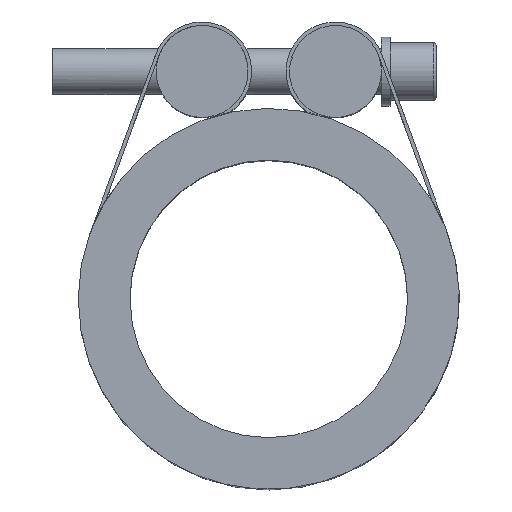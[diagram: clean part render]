
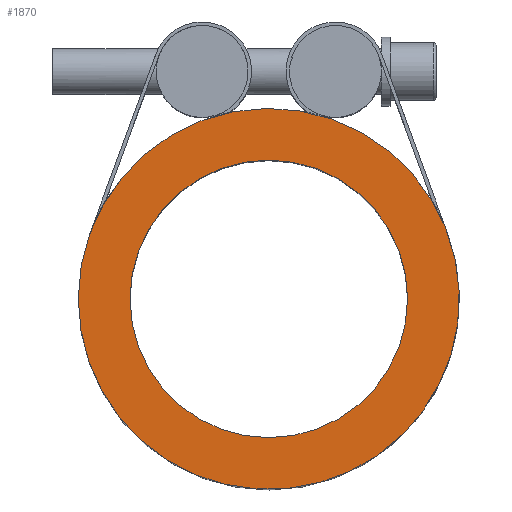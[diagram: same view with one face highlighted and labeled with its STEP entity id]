
A CAD part, top view. The second image highlights one B-rep face of the part: STEP entity #1870.
In plain terms, the highlighted planar face has unit normal (0, 0, 1).
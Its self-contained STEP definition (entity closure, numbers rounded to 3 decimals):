
#33=FACE_BOUND('',#248,.T.);
#63=PLANE('',#2055);
#140=FACE_OUTER_BOUND('',#247,.T.);
#247=EDGE_LOOP('',(#1538,#1539));
#248=EDGE_LOOP('',(#1540));
#367=CIRCLE('',#2031,33.15);
#370=CIRCLE('',#2034,33.15);
#388=CIRCLE('',#2053,24.15);
#845=VERTEX_POINT('',#3263);
#846=VERTEX_POINT('',#3264);
#882=VERTEX_POINT('',#3339);
#1081=EDGE_CURVE('',#845,#846,#367,.T.);
#1085=EDGE_CURVE('',#846,#845,#370,.T.);
#1120=EDGE_CURVE('',#882,#882,#388,.T.);
#1538=ORIENTED_EDGE('',*,*,#1081,.F.);
#1539=ORIENTED_EDGE('',*,*,#1085,.F.);
#1540=ORIENTED_EDGE('',*,*,#1120,.T.);
#1870=ADVANCED_FACE('',(#140,#33),#63,.T.);
#2031=AXIS2_PLACEMENT_3D('',#3265,#2402,#2403);
#2034=AXIS2_PLACEMENT_3D('',#3271,#2409,#2410);
#2053=AXIS2_PLACEMENT_3D('',#3341,#2464,#2465);
#2055=AXIS2_PLACEMENT_3D('',#3343,#2468,#2469);
#2402=DIRECTION('center_axis',(0.,0.,-1.));
#2403=DIRECTION('ref_axis',(1.,0.,0.));
#2409=DIRECTION('center_axis',(0.,0.,-1.));
#2410=DIRECTION('ref_axis',(1.,0.,0.));
#2464=DIRECTION('center_axis',(0.,0.,-1.));
#2465=DIRECTION('ref_axis',(-1.,0.,0.));
#2468=DIRECTION('center_axis',(0.,0.,1.));
#2469=DIRECTION('ref_axis',(1.,0.,0.));
#3263=CARTESIAN_POINT('',(28.383,17.127,30.5));
#3264=CARTESIAN_POINT('',(-33.15,0.,30.5));
#3265=CARTESIAN_POINT('Origin',(0.,0.,30.5));
#3271=CARTESIAN_POINT('Origin',(0.,0.,30.5));
#3339=CARTESIAN_POINT('',(24.15,0.,30.5));
#3341=CARTESIAN_POINT('Origin',(0.,0.,30.5));
#3343=CARTESIAN_POINT('Origin',(0.,1.617,30.5));
